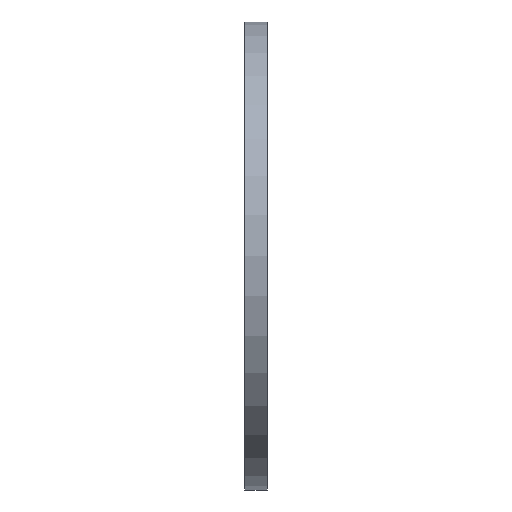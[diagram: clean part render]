
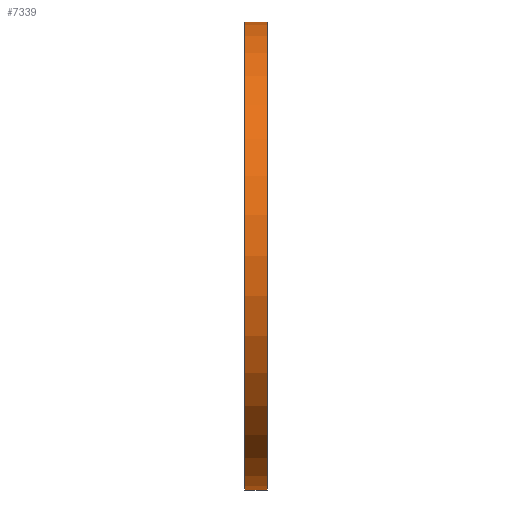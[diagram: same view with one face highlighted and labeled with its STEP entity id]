
A CAD part, top view. The second image highlights one B-rep face of the part: STEP entity #7339.
In plain terms, the highlighted cylindrical face has radius 39 mm (diameter 78 mm), a partial arc.
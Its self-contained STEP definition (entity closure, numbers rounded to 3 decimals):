
#219 = LINE ( 'NONE', #2919, #5915 ) ;
#406 = EDGE_CURVE ( 'NONE', #5465, #3152, #4635, .T. ) ;
#433 = EDGE_CURVE ( 'NONE', #3898, #5465, #219, .T. ) ;
#623 = AXIS2_PLACEMENT_3D ( 'NONE', #6022, #980, #5470 ) ;
#690 = DIRECTION ( 'NONE',  ( 0., -1., 0. ) ) ;
#970 = DIRECTION ( 'NONE',  ( 1., 0., 0. ) ) ;
#980 = DIRECTION ( 'NONE',  ( -1., 0., 0. ) ) ;
#1160 = VERTEX_POINT ( 'NONE', #6982 ) ;
#1409 = CARTESIAN_POINT ( 'NONE',  ( 1.875, -39., 0. ) ) ;
#1820 = ORIENTED_EDGE ( 'NONE', *, *, #2430, .F. ) ;
#2000 = CARTESIAN_POINT ( 'NONE',  ( -1.875, -39., 0. ) ) ;
#2430 = EDGE_CURVE ( 'NONE', #1160, #3152, #5719, .T. ) ;
#2769 = ORIENTED_EDGE ( 'NONE', *, *, #6180, .T. ) ;
#2919 = CARTESIAN_POINT ( 'NONE',  ( -1.875, -39., 0. ) ) ;
#3152 = VERTEX_POINT ( 'NONE', #5538 ) ;
#3199 = DIRECTION ( 'NONE',  ( 0., -1., 0. ) ) ;
#3451 = DIRECTION ( 'NONE',  ( 1., 0., 0. ) ) ;
#3496 = ORIENTED_EDGE ( 'NONE', *, *, #406, .T. ) ;
#3898 = VERTEX_POINT ( 'NONE', #2000 ) ;
#4180 = DIRECTION ( 'NONE',  ( 1., 0., 0. ) ) ;
#4233 = ORIENTED_EDGE ( 'NONE', *, *, #433, .T. ) ;
#4628 = DIRECTION ( 'NONE',  ( 1., 0., 0. ) ) ;
#4635 = CIRCLE ( 'NONE', #623, 39. ) ;
#4777 = AXIS2_PLACEMENT_3D ( 'NONE', #6745, #4180, #690 ) ;
#4861 = EDGE_LOOP ( 'NONE', ( #1820, #2769, #4233, #3496 ) ) ;
#4982 = AXIS2_PLACEMENT_3D ( 'NONE', #7114, #970, #3199 ) ;
#5465 = VERTEX_POINT ( 'NONE', #1409 ) ;
#5470 = DIRECTION ( 'NONE',  ( 0., -1., 0. ) ) ;
#5538 = CARTESIAN_POINT ( 'NONE',  ( 1.875, 39., 0. ) ) ;
#5719 = LINE ( 'NONE', #6824, #6430 ) ;
#5915 = VECTOR ( 'NONE', #3451, 1000. ) ;
#6014 = CYLINDRICAL_SURFACE ( 'NONE', #4982, 39. ) ;
#6022 = CARTESIAN_POINT ( 'NONE',  ( 1.875, 0., 0. ) ) ;
#6171 = CIRCLE ( 'NONE', #4777, 39. ) ;
#6180 = EDGE_CURVE ( 'NONE', #1160, #3898, #6171, .T. ) ;
#6430 = VECTOR ( 'NONE', #4628, 1000. ) ;
#6745 = CARTESIAN_POINT ( 'NONE',  ( -1.875, 0., 0. ) ) ;
#6824 = CARTESIAN_POINT ( 'NONE',  ( -1.875, 39., 0. ) ) ;
#6982 = CARTESIAN_POINT ( 'NONE',  ( -1.875, 39., 0. ) ) ;
#7114 = CARTESIAN_POINT ( 'NONE',  ( -1.875, 0., 0. ) ) ;
#7197 = FACE_OUTER_BOUND ( 'NONE', #4861, .T. ) ;
#7339 = ADVANCED_FACE ( 'NONE', ( #7197 ), #6014, .T. ) ;
